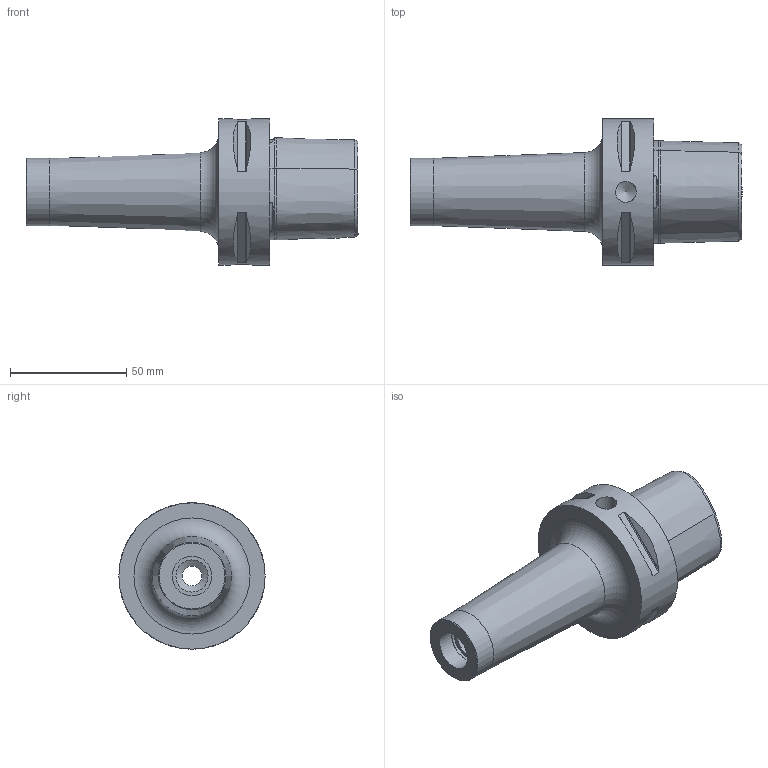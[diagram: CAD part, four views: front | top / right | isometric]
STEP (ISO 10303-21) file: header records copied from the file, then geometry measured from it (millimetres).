
FILE_DESCRIPTION(/* description */ (''),/* implementation_level */ '2;1');
FILE_NAME(/* name */ '06_16_075.stp',/* time_stamp */ '2021-09-30T09:19:17+02:00',/* author */ ('cad'),/* organization */ (''),/* preprocessor_version */ 'ST-DEVELOPER v18.1',/* originating_system */ 'Autodesk Inventor 2021',/* authorisation */ '');
FILE_SCHEMA (('AUTOMOTIVE_DESIGN { 1 0 10303 214 3 1 1 }'));
Length unit declared in the file: millimetre
Products named in the file (1): 06_16_075
Bounding box: 143 x 63 x 63 mm (x, y, z)
Volume: 151625.8 mm3; surface area: 30921.6 mm2
Topology: 1 solids, 1 shells, 90 faces, 253 edges, 176 vertices
Faces by surface type: plane 32, cylinder 24, cone 18, bspline 12, torus 4
Full cylindrical faces by diameter (mm): 5 x1, 8.1 x2, 8.5 x1, 9 x1, 10 x1, 13.835 x1, 17 x1, 17.5 x1, 18.376 x1, 28 x2, 29 x1, 32 x1, 63 x1
Entity records: 4072 total; most frequent: CARTESIAN_POINT 1781, ORIENTED_EDGE 494, DIRECTION 438, EDGE_CURVE 247, AXIS2_PLACEMENT_3D 187, VERTEX_POINT 170, EDGE_LOOP 105, CIRCLE 100
